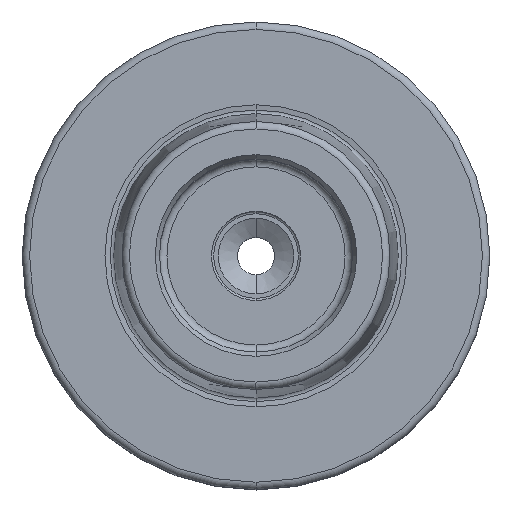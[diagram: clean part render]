
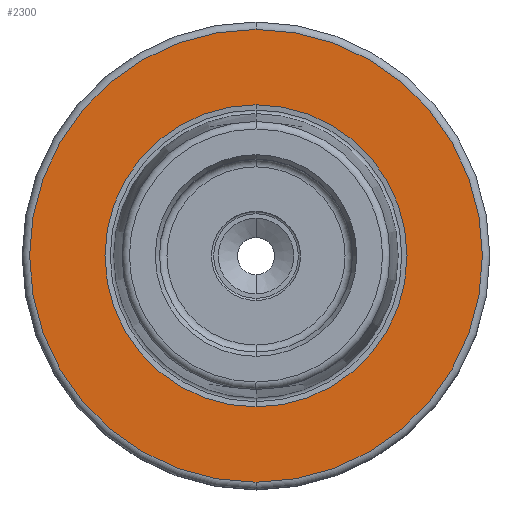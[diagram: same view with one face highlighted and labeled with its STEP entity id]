
A CAD part, top view. The second image highlights one B-rep face of the part: STEP entity #2300.
In plain terms, the highlighted planar face has unit normal (0, 0, 1).
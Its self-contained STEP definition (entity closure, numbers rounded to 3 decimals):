
#653=CARTESIAN_POINT('',(0,0,26));
#654=DIRECTION('',(0,0,1));
#655=DIRECTION('',(0,1,0));
#656=AXIS2_PLACEMENT_3D('',#653,#654,#655);
#658=CARTESIAN_POINT('',(0,0,26));
#659=DIRECTION('',(0,0,1));
#660=DIRECTION('',(0,-1,0));
#661=AXIS2_PLACEMENT_3D('',#658,#659,#660);
#671=CARTESIAN_POINT('',(0,0,26));
#672=DIRECTION('',(0,0,1));
#673=DIRECTION('',(0,1,0));
#674=AXIS2_PLACEMENT_3D('',#671,#672,#673);
#676=CARTESIAN_POINT('',(0,0,26));
#677=DIRECTION('',(0,0,-1));
#678=DIRECTION('',(0,1,0));
#679=AXIS2_PLACEMENT_3D('',#676,#677,#678);
#1057=CARTESIAN_POINT('',(0,20.344,26));
#1059=VERTEX_POINT('',#1057);
#1087=CARTESIAN_POINT('',(0,-20.344,26));
#1089=VERTEX_POINT('',#1087);
#1133=CARTESIAN_POINT('',(0,30.5,26));
#1134=CARTESIAN_POINT('',(0,-30.5,26));
#1135=VERTEX_POINT('',#1133);
#1136=VERTEX_POINT('',#1134);
#2284=CARTESIAN_POINT('',(0,0,26));
#2285=DIRECTION('',(0,0,-1));
#2286=DIRECTION('',(0,-1,0));
#2287=AXIS2_PLACEMENT_3D('',#2284,#2285,#2286);
#2288=PLANE('',#2287);
#2290=ORIENTED_EDGE('',*,*,#2289,.F.);
#2291=ORIENTED_EDGE('',*,*,#2274,.F.);
#2292=EDGE_LOOP('',(#2290,#2291));
#2293=FACE_OUTER_BOUND('',#2292,.F.);
#2295=ORIENTED_EDGE('',*,*,#2294,.T.);
#2297=ORIENTED_EDGE('',*,*,#2296,.F.);
#2298=EDGE_LOOP('',(#2295,#2297));
#2299=FACE_BOUND('',#2298,.F.);
#2300=ADVANCED_FACE('',(#2293,#2299),#2288,.F.);
#657=CIRCLE('',#656,30.5);
#662=CIRCLE('',#661,30.5);
#675=CIRCLE('',#674,20.344);
#680=CIRCLE('',#679,20.344);
#2274=EDGE_CURVE('',#1136,#1135,#662,.T.);
#2289=EDGE_CURVE('',#1135,#1136,#657,.T.);
#2294=EDGE_CURVE('',#1059,#1089,#675,.T.);
#2296=EDGE_CURVE('',#1059,#1089,#680,.T.);
